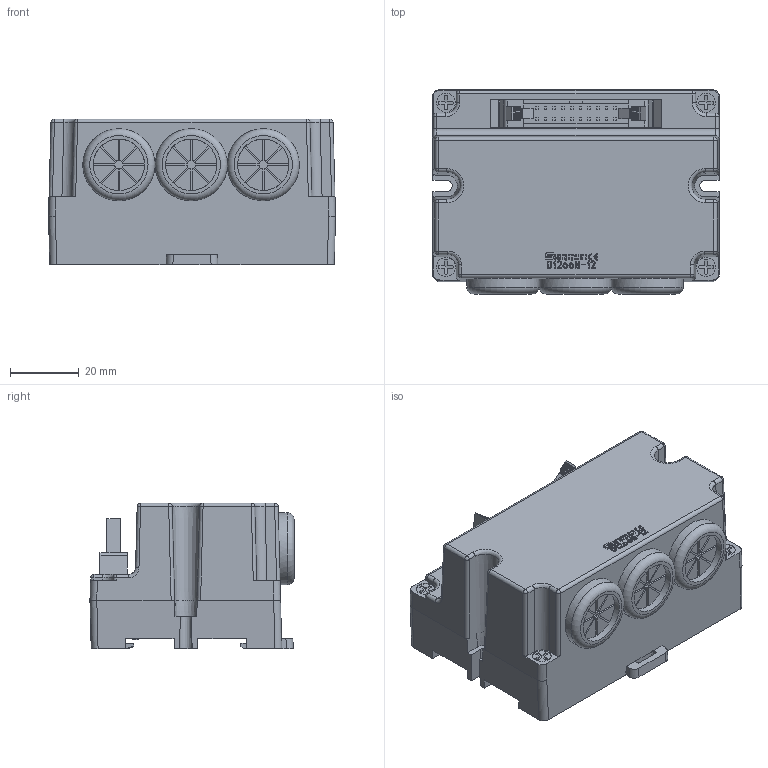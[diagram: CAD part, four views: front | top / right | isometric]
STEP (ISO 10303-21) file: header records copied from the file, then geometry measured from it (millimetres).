
FILE_DESCRIPTION(/* description */ (''),/* implementation_level */ '2;1');
FILE_NAME(/* name */ 'D1266M-12 3D.stp',/* time_stamp */ '2024-08-15T14:21:54+08:00',/* author */ (''),/* organization */ (''),/* preprocessor_version */ 'ST-DEVELOPER v14',/* originating_system */ 'SIEMENS PLM Software NX 8.0',/* authorisation */ '');
FILE_SCHEMA (('AUTOMOTIVE_DESIGN { 1 0 10303 214 3 1 1 1 }'));
Length unit declared in the file: millimetre
Products named in the file (1): D1266M-12 3D_stp
Bounding box: 83.7 x 59.53 x 42.5 mm (x, y, z)
Volume: 157616.9 mm3; surface area: 26942 mm2
Topology: 1 solids, 1 shells, 794 faces, 2093 edges, 1353 vertices
Faces by surface type: plane 604, cylinder 139, extrusion 16, sphere 14, cone 10, torus 7, bspline 4
Full cylindrical faces by diameter (mm): 4.5 x4, 5.5 x4, 15 x3, 21 x3
Entity records: 25976 total; most frequent: CARTESIAN_POINT 5076, ORIENTED_EDGE 4114, DIRECTION 3943, EDGE_CURVE 2057, VECTOR 1681, LINE 1665, VERTEX_POINT 1350, AXIS2_PLACEMENT_3D 1131
